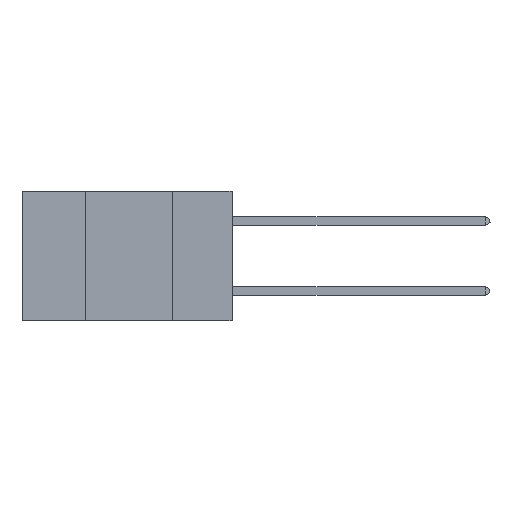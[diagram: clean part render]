
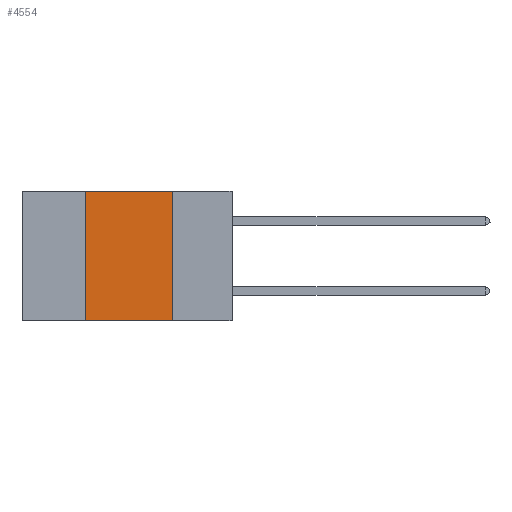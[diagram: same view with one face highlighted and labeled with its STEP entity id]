
A CAD part, left-side view. The second image highlights one B-rep face of the part: STEP entity #4554.
In plain terms, the highlighted planar face has unit normal (-1, 0, 0).
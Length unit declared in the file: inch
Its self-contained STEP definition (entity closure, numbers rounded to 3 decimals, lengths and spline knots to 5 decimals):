
#1375 = ORIENTED_EDGE ( 'NONE', *, *, #6463, .F. ) ;
#2104 = CARTESIAN_POINT ( 'NONE',  ( 0., 0.42, 0. ) ) ;
#2176 = CARTESIAN_POINT ( 'NONE',  ( 0., 0.6, 0. ) ) ;
#2739 = ORIENTED_EDGE ( 'NONE', *, *, #11691, .F. ) ;
#3169 = CARTESIAN_POINT ( 'NONE',  ( 0., 0.6, -0.37 ) ) ;
#3636 = DIRECTION ( 'NONE',  ( 0., -1., 0. ) ) ;
#3828 = LINE ( 'NONE', #3169, #12681 ) ;
#4554 = ADVANCED_FACE ( 'NONE', ( #6563 ), #15738, .F. ) ;
#4781 = ORIENTED_EDGE ( 'NONE', *, *, #9227, .F. ) ;
#4957 = EDGE_LOOP ( 'NONE', ( #4781, #1375, #2739, #12855 ) ) ;
#5135 = VERTEX_POINT ( 'NONE', #9495 ) ;
#5534 = DIRECTION ( 'NONE',  ( 0., 0., -1. ) ) ;
#6463 = EDGE_CURVE ( 'NONE', #10647, #9964, #14057, .T. ) ;
#6470 = DIRECTION ( 'NONE',  ( 0., 0., -1. ) ) ;
#6563 = FACE_OUTER_BOUND ( 'NONE', #4957, .T. ) ;
#6649 = CARTESIAN_POINT ( 'NONE',  ( 0., 0.6, 0. ) ) ;
#6851 = EDGE_CURVE ( 'NONE', #5135, #15806, #3828, .T. ) ;
#8422 = CARTESIAN_POINT ( 'NONE',  ( 0., 0.17, 0. ) ) ;
#9227 = EDGE_CURVE ( 'NONE', #9964, #15806, #18879, .T. ) ;
#9495 = CARTESIAN_POINT ( 'NONE',  ( 0., 0.42, -0.37 ) ) ;
#9964 = VERTEX_POINT ( 'NONE', #8422 ) ;
#10647 = VERTEX_POINT ( 'NONE', #14340 ) ;
#11188 = VECTOR ( 'NONE', #5534, 39.37008 ) ;
#11691 = EDGE_CURVE ( 'NONE', #5135, #10647, #15370, .T. ) ;
#12451 = DIRECTION ( 'NONE',  ( 0., 0., 1. ) ) ;
#12681 = VECTOR ( 'NONE', #3636, 39.37008 ) ;
#12855 = ORIENTED_EDGE ( 'NONE', *, *, #6851, .T. ) ;
#13336 = CARTESIAN_POINT ( 'NONE',  ( 0., 0.17, -0.37 ) ) ;
#14057 = LINE ( 'NONE', #6649, #17937 ) ;
#14340 = CARTESIAN_POINT ( 'NONE',  ( 0., 0.42, 0. ) ) ;
#14525 = AXIS2_PLACEMENT_3D ( 'NONE', #2176, #17191, #6470 ) ;
#15370 = LINE ( 'NONE', #2104, #16781 ) ;
#15738 = PLANE ( 'NONE',  #14525 ) ;
#15806 = VERTEX_POINT ( 'NONE', #13336 ) ;
#16781 = VECTOR ( 'NONE', #12451, 39.37008 ) ;
#17191 = DIRECTION ( 'NONE',  ( 1., 0., 0. ) ) ;
#17237 = CARTESIAN_POINT ( 'NONE',  ( 0., 0.17, 0. ) ) ;
#17937 = VECTOR ( 'NONE', #18087, 39.37008 ) ;
#18087 = DIRECTION ( 'NONE',  ( 0., -1., 0. ) ) ;
#18879 = LINE ( 'NONE', #17237, #11188 ) ;
